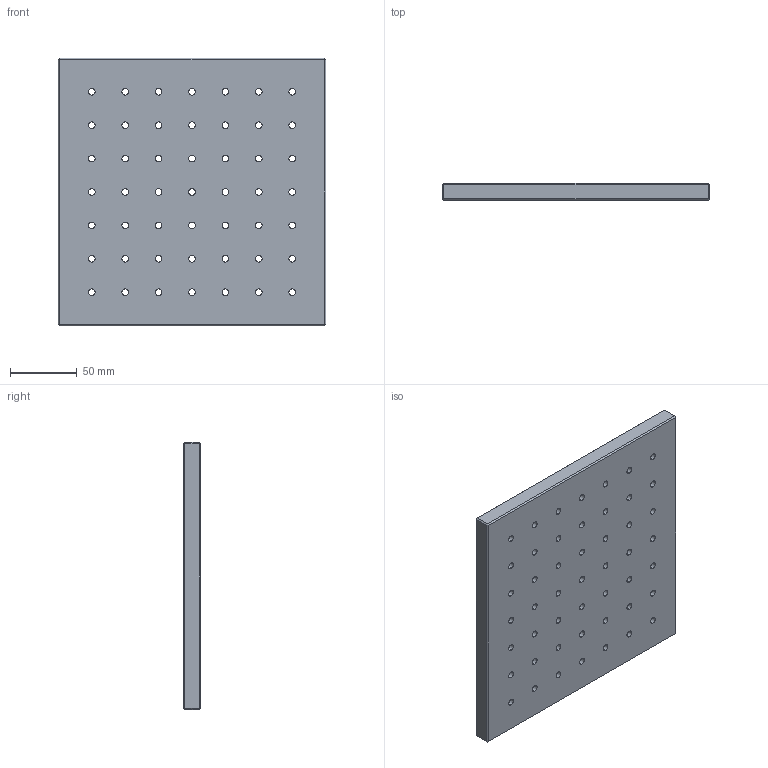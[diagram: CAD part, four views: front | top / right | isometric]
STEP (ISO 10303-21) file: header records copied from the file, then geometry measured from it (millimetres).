
FILE_DESCRIPTION (( 'STEP AP203' ), '1' );
FILE_NAME ('GCM-3001M 俋倰芞.STEP', '2017-01-24T07:30:49', ( 'Lxtx999.CoM' ), ( 'Lxtx999.CoM' ), 'SwSTEP 2.0', 'SolidWorks 2012', '' );
FILE_SCHEMA (( 'CONFIG_CONTROL_DESIGN' ));
Length unit declared in the file: millimetre
Products named in the file (1): GCM-3001M 俋倰芞
Bounding box: 200 x 12.7 x 200 mm (x, y, z)
Volume: 494961.1 mm3; surface area: 97040.8 mm2
Topology: 1 solids, 1 shells, 124 faces, 342 edges, 220 vertices
Faces by surface type: cylinder 98, plane 26
Entity records: 4303 total; most frequent: DIRECTION 788, CARTESIAN_POINT 687, ORIENTED_EDGE 684, EDGE_CURVE 342, AXIS2_PLACEMENT_3D 321, EDGE_LOOP 222, VERTEX_POINT 220, CIRCLE 196
